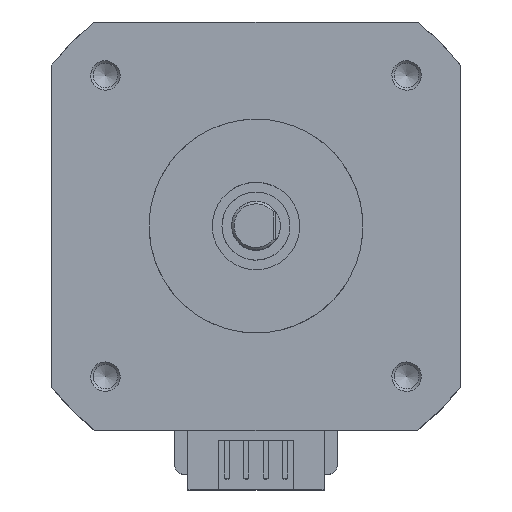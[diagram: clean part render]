
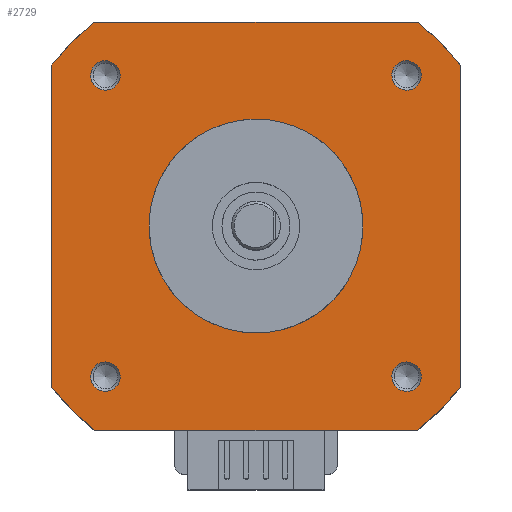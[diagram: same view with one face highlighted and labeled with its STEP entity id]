
A CAD part, top view. The second image highlights one B-rep face of the part: STEP entity #2729.
In plain terms, the highlighted free-form (B-spline) face has degree [1, 1] with [2, 2] control points.
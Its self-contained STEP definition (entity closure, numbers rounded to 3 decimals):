
#2064 = VERTEX_POINT('',#2065);
#2065 = CARTESIAN_POINT('',(17.313,-21.942,0.));
#2070 = EDGE_CURVE('',#2071,#2064,#2073,.T.);
#2071 = VERTEX_POINT('',#2072);
#2072 = CARTESIAN_POINT('',(-17.313,-21.942,0.));
#2073 = B_SPLINE_CURVE_WITH_KNOTS('',1,(#2074,#2075),.UNSPECIFIED.,.F.,
  .F.,(2,2),(4.43,37.57),.PIECEWISE_BEZIER_KNOTS.);
#2074 = CARTESIAN_POINT('',(-17.313,-21.942,0.));
#2075 = CARTESIAN_POINT('',(17.313,-21.942,0.));
#2682 = VERTEX_POINT('',#2683);
#2683 = CARTESIAN_POINT('',(14.613,16.195,0.));
#2701 = EDGE_CURVE('',#2682,#2682,#2702,.T.);
#2702 = ( BOUNDED_CURVE() B_SPLINE_CURVE(2,(#2703,#2704,#2705,#2706,
#2707,#2708,#2709),.UNSPECIFIED.,.T.,.F.) B_SPLINE_CURVE_WITH_KNOTS((3,2
    ,2,3),(3.142,5.236,7.33,9.425),
.PIECEWISE_BEZIER_KNOTS.) CURVE() GEOMETRIC_REPRESENTATION_ITEM() 
RATIONAL_B_SPLINE_CURVE((1.,0.5,1.,0.5,1.,0.5,1.)) REPRESENTATION_ITEM(
  '') );
#2703 = CARTESIAN_POINT('',(14.613,16.195,0.));
#2704 = CARTESIAN_POINT('',(14.613,13.454,0.));
#2705 = CARTESIAN_POINT('',(16.987,14.825,0.));
#2706 = CARTESIAN_POINT('',(19.36,16.195,0.));
#2707 = CARTESIAN_POINT('',(16.987,17.566,0.));
#2708 = CARTESIAN_POINT('',(14.613,18.936,0.));
#2709 = CARTESIAN_POINT('',(14.613,16.195,0.));
#2729 = ADVANCED_FACE('',(#2730,#2784,#2798,#2812,#2826,#2840),#2843,.T.
  );
#2730 = FACE_BOUND('',#2731,.T.);
#2731 = EDGE_LOOP('',(#2732,#2741,#2749,#2756,#2764,#2771,#2777,#2778));
#2732 = ORIENTED_EDGE('',*,*,#2733,.T.);
#2733 = EDGE_CURVE('',#2734,#2736,#2738,.T.);
#2734 = VERTEX_POINT('',#2735);
#2735 = CARTESIAN_POINT('',(21.942,-17.313,0.));
#2736 = VERTEX_POINT('',#2737);
#2737 = CARTESIAN_POINT('',(21.942,17.313,0.));
#2738 = B_SPLINE_CURVE_WITH_KNOTS('',1,(#2739,#2740),.UNSPECIFIED.,.F.,
  .F.,(2,2),(4.43,37.57),.PIECEWISE_BEZIER_KNOTS.);
#2739 = CARTESIAN_POINT('',(21.942,-17.313,0.));
#2740 = CARTESIAN_POINT('',(21.942,17.313,0.));
#2741 = ORIENTED_EDGE('',*,*,#2742,.T.);
#2742 = EDGE_CURVE('',#2736,#2743,#2745,.T.);
#2743 = VERTEX_POINT('',#2744);
#2744 = CARTESIAN_POINT('',(17.313,21.942,0.));
#2745 = ( BOUNDED_CURVE() B_SPLINE_CURVE(2,(#2746,#2747,#2748),
.UNSPECIFIED.,.F.,.F.) B_SPLINE_CURVE_WITH_KNOTS((3,3),(0.668,
0.903),.PIECEWISE_BEZIER_KNOTS.) CURVE() 
GEOMETRIC_REPRESENTATION_ITEM() RATIONAL_B_SPLINE_CURVE((1.,
0.993,1.)) REPRESENTATION_ITEM('') );
#2746 = CARTESIAN_POINT('',(21.942,17.313,0.));
#2747 = CARTESIAN_POINT('',(19.901,19.901,0.));
#2748 = CARTESIAN_POINT('',(17.313,21.942,0.));
#2749 = ORIENTED_EDGE('',*,*,#2750,.T.);
#2750 = EDGE_CURVE('',#2743,#2751,#2753,.T.);
#2751 = VERTEX_POINT('',#2752);
#2752 = CARTESIAN_POINT('',(-17.313,21.942,0.));
#2753 = B_SPLINE_CURVE_WITH_KNOTS('',1,(#2754,#2755),.UNSPECIFIED.,.F.,
  .F.,(2,2),(4.43,37.57),.PIECEWISE_BEZIER_KNOTS.);
#2754 = CARTESIAN_POINT('',(17.313,21.942,0.));
#2755 = CARTESIAN_POINT('',(-17.313,21.942,0.));
#2756 = ORIENTED_EDGE('',*,*,#2757,.T.);
#2757 = EDGE_CURVE('',#2751,#2758,#2760,.T.);
#2758 = VERTEX_POINT('',#2759);
#2759 = CARTESIAN_POINT('',(-21.942,17.313,0.));
#2760 = ( BOUNDED_CURVE() B_SPLINE_CURVE(2,(#2761,#2762,#2763),
.UNSPECIFIED.,.F.,.F.) B_SPLINE_CURVE_WITH_KNOTS((3,3),(2.239,
2.474),.PIECEWISE_BEZIER_KNOTS.) CURVE() 
GEOMETRIC_REPRESENTATION_ITEM() RATIONAL_B_SPLINE_CURVE((1.,
0.993,1.)) REPRESENTATION_ITEM('') );
#2761 = CARTESIAN_POINT('',(-17.313,21.942,0.));
#2762 = CARTESIAN_POINT('',(-19.901,19.901,0.));
#2763 = CARTESIAN_POINT('',(-21.942,17.313,0.));
#2764 = ORIENTED_EDGE('',*,*,#2765,.T.);
#2765 = EDGE_CURVE('',#2758,#2766,#2768,.T.);
#2766 = VERTEX_POINT('',#2767);
#2767 = CARTESIAN_POINT('',(-21.942,-17.313,0.));
#2768 = B_SPLINE_CURVE_WITH_KNOTS('',1,(#2769,#2770),.UNSPECIFIED.,.F.,
  .F.,(2,2),(4.43,37.57),.PIECEWISE_BEZIER_KNOTS.);
#2769 = CARTESIAN_POINT('',(-21.942,17.313,0.));
#2770 = CARTESIAN_POINT('',(-21.942,-17.313,0.));
#2771 = ORIENTED_EDGE('',*,*,#2772,.T.);
#2772 = EDGE_CURVE('',#2766,#2071,#2773,.T.);
#2773 = ( BOUNDED_CURVE() B_SPLINE_CURVE(2,(#2774,#2775,#2776),
.UNSPECIFIED.,.F.,.F.) B_SPLINE_CURVE_WITH_KNOTS((3,3),(3.81,
4.044),.PIECEWISE_BEZIER_KNOTS.) CURVE() 
GEOMETRIC_REPRESENTATION_ITEM() RATIONAL_B_SPLINE_CURVE((1.,
0.993,1.)) REPRESENTATION_ITEM('') );
#2774 = CARTESIAN_POINT('',(-21.942,-17.313,0.));
#2775 = CARTESIAN_POINT('',(-19.901,-19.901,0.));
#2776 = CARTESIAN_POINT('',(-17.313,-21.942,0.));
#2777 = ORIENTED_EDGE('',*,*,#2070,.T.);
#2778 = ORIENTED_EDGE('',*,*,#2779,.T.);
#2779 = EDGE_CURVE('',#2064,#2734,#2780,.T.);
#2780 = ( BOUNDED_CURVE() B_SPLINE_CURVE(2,(#2781,#2782,#2783),
.UNSPECIFIED.,.F.,.F.) B_SPLINE_CURVE_WITH_KNOTS((3,3),(5.38,
5.615),.PIECEWISE_BEZIER_KNOTS.) CURVE() 
GEOMETRIC_REPRESENTATION_ITEM() RATIONAL_B_SPLINE_CURVE((1.,
0.993,1.)) REPRESENTATION_ITEM('') );
#2781 = CARTESIAN_POINT('',(17.313,-21.942,0.));
#2782 = CARTESIAN_POINT('',(19.901,-19.901,0.));
#2783 = CARTESIAN_POINT('',(21.942,-17.313,0.));
#2784 = FACE_BOUND('',#2785,.T.);
#2785 = EDGE_LOOP('',(#2786));
#2786 = ORIENTED_EDGE('',*,*,#2787,.F.);
#2787 = EDGE_CURVE('',#2788,#2788,#2790,.T.);
#2788 = VERTEX_POINT('',#2789);
#2789 = CARTESIAN_POINT('',(-17.778,16.195,0.));
#2790 = ( BOUNDED_CURVE() B_SPLINE_CURVE(2,(#2791,#2792,#2793,#2794,
#2795,#2796,#2797),.UNSPECIFIED.,.T.,.F.) B_SPLINE_CURVE_WITH_KNOTS((3,2
    ,2,3),(3.142,5.236,7.33,9.425),
.PIECEWISE_BEZIER_KNOTS.) CURVE() GEOMETRIC_REPRESENTATION_ITEM() 
RATIONAL_B_SPLINE_CURVE((1.,0.5,1.,0.5,1.,0.5,1.)) REPRESENTATION_ITEM(
  '') );
#2791 = CARTESIAN_POINT('',(-17.778,16.195,0.));
#2792 = CARTESIAN_POINT('',(-17.778,13.454,0.));
#2793 = CARTESIAN_POINT('',(-15.404,14.825,0.));
#2794 = CARTESIAN_POINT('',(-13.03,16.195,0.));
#2795 = CARTESIAN_POINT('',(-15.404,17.566,0.));
#2796 = CARTESIAN_POINT('',(-17.778,18.936,0.));
#2797 = CARTESIAN_POINT('',(-17.778,16.195,0.));
#2798 = FACE_BOUND('',#2799,.T.);
#2799 = EDGE_LOOP('',(#2800));
#2800 = ORIENTED_EDGE('',*,*,#2801,.F.);
#2801 = EDGE_CURVE('',#2802,#2802,#2804,.T.);
#2802 = VERTEX_POINT('',#2803);
#2803 = CARTESIAN_POINT('',(-17.778,-16.195,0.));
#2804 = ( BOUNDED_CURVE() B_SPLINE_CURVE(2,(#2805,#2806,#2807,#2808,
#2809,#2810,#2811),.UNSPECIFIED.,.T.,.F.) B_SPLINE_CURVE_WITH_KNOTS((3,2
    ,2,3),(3.142,5.236,7.33,9.425),
.PIECEWISE_BEZIER_KNOTS.) CURVE() GEOMETRIC_REPRESENTATION_ITEM() 
RATIONAL_B_SPLINE_CURVE((1.,0.5,1.,0.5,1.,0.5,1.)) REPRESENTATION_ITEM(
  '') );
#2805 = CARTESIAN_POINT('',(-17.778,-16.195,0.));
#2806 = CARTESIAN_POINT('',(-17.778,-18.936,0.));
#2807 = CARTESIAN_POINT('',(-15.404,-17.566,0.));
#2808 = CARTESIAN_POINT('',(-13.03,-16.195,0.));
#2809 = CARTESIAN_POINT('',(-15.404,-14.825,0.));
#2810 = CARTESIAN_POINT('',(-17.778,-13.454,0.));
#2811 = CARTESIAN_POINT('',(-17.778,-16.195,0.));
#2812 = FACE_BOUND('',#2813,.T.);
#2813 = EDGE_LOOP('',(#2814));
#2814 = ORIENTED_EDGE('',*,*,#2815,.T.);
#2815 = EDGE_CURVE('',#2816,#2816,#2818,.T.);
#2816 = VERTEX_POINT('',#2817);
#2817 = CARTESIAN_POINT('',(-11.493,0.,0.));
#2818 = ( BOUNDED_CURVE() B_SPLINE_CURVE(2,(#2819,#2820,#2821,#2822,
#2823,#2824,#2825),.UNSPECIFIED.,.T.,.F.) B_SPLINE_CURVE_WITH_KNOTS((3,2
    ,2,3),(3.142,5.236,7.33,9.425),
.PIECEWISE_BEZIER_KNOTS.) CURVE() GEOMETRIC_REPRESENTATION_ITEM() 
RATIONAL_B_SPLINE_CURVE((1.,0.5,1.,0.5,1.,0.5,1.)) REPRESENTATION_ITEM(
  '') );
#2819 = CARTESIAN_POINT('',(-11.493,0.,0.));
#2820 = CARTESIAN_POINT('',(-11.493,19.907,0.));
#2821 = CARTESIAN_POINT('',(5.747,9.954,0.));
#2822 = CARTESIAN_POINT('',(22.987,0.,0.));
#2823 = CARTESIAN_POINT('',(5.747,-9.954,0.));
#2824 = CARTESIAN_POINT('',(-11.493,-19.907,0.));
#2825 = CARTESIAN_POINT('',(-11.493,0.,0.));
#2826 = FACE_BOUND('',#2827,.T.);
#2827 = EDGE_LOOP('',(#2828));
#2828 = ORIENTED_EDGE('',*,*,#2829,.F.);
#2829 = EDGE_CURVE('',#2830,#2830,#2832,.T.);
#2830 = VERTEX_POINT('',#2831);
#2831 = CARTESIAN_POINT('',(14.613,-16.195,0.));
#2832 = ( BOUNDED_CURVE() B_SPLINE_CURVE(2,(#2833,#2834,#2835,#2836,
#2837,#2838,#2839),.UNSPECIFIED.,.T.,.F.) B_SPLINE_CURVE_WITH_KNOTS((3,2
    ,2,3),(3.142,5.236,7.33,9.425),
.PIECEWISE_BEZIER_KNOTS.) CURVE() GEOMETRIC_REPRESENTATION_ITEM() 
RATIONAL_B_SPLINE_CURVE((1.,0.5,1.,0.5,1.,0.5,1.)) REPRESENTATION_ITEM(
  '') );
#2833 = CARTESIAN_POINT('',(14.613,-16.195,0.));
#2834 = CARTESIAN_POINT('',(14.613,-18.936,0.));
#2835 = CARTESIAN_POINT('',(16.987,-17.566,0.));
#2836 = CARTESIAN_POINT('',(19.36,-16.195,0.));
#2837 = CARTESIAN_POINT('',(16.987,-14.825,0.));
#2838 = CARTESIAN_POINT('',(14.613,-13.454,0.));
#2839 = CARTESIAN_POINT('',(14.613,-16.195,0.));
#2840 = FACE_BOUND('',#2841,.T.);
#2841 = EDGE_LOOP('',(#2842));
#2842 = ORIENTED_EDGE('',*,*,#2701,.F.);
#2843 = B_SPLINE_SURFACE_WITH_KNOTS('',1,1,(
    (#2844,#2845)
    ,(#2846,#2847
    )),.UNSPECIFIED.,.F.,.F.,.F.,(2,2),(2,2),(-21.,21.),(-21.,21.),
  .PIECEWISE_BEZIER_KNOTS.);
#2844 = CARTESIAN_POINT('',(-21.942,-21.942,0.));
#2845 = CARTESIAN_POINT('',(-21.942,21.942,0.));
#2846 = CARTESIAN_POINT('',(21.942,-21.942,0.));
#2847 = CARTESIAN_POINT('',(21.942,21.942,0.));
